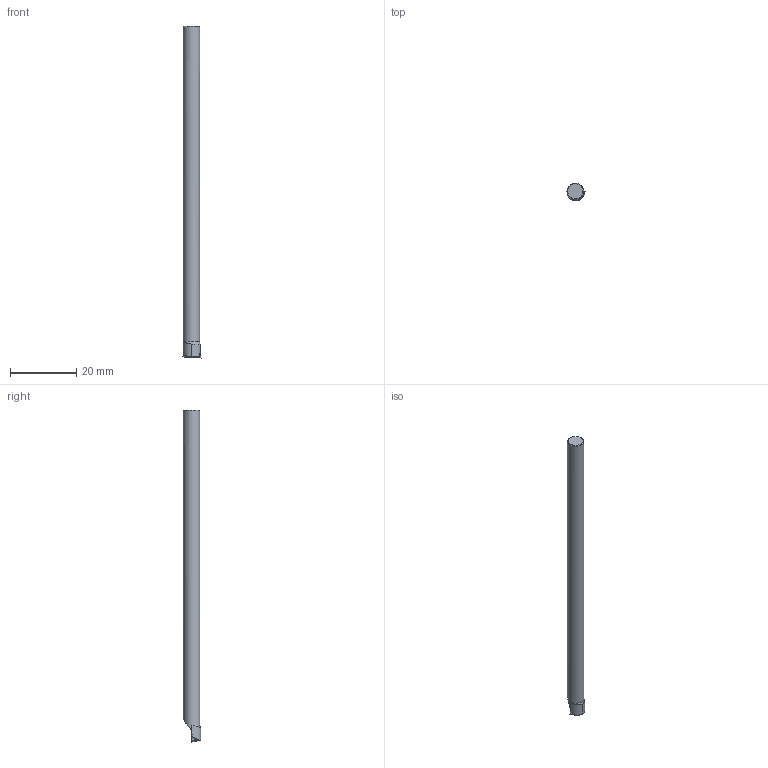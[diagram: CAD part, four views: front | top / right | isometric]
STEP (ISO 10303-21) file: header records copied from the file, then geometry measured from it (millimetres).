
FILE_DESCRIPTION(/* description */ (''),/* implementation_level */ '2;1');
FILE_NAME(/* name */ '1528377881430.stp',/* time_stamp */ '2018-06-07T15:24:49+02:00',/* author */ (''),/* organization */ ('SMS'),/* preprocessor_version */ 'ST-DEVELOPER v15',/* originating_system */ 'SIEMENS PLM Software NX 8.5',/* authorisation */ '');
FILE_SCHEMA (('AUTOMOTIVE_DESIGN { 1 0 10303 214 3 1 1 1 }'));
Length unit declared in the file: millimetre
Products named in the file (4): 201695726mod000_00; ASSEMBLY_CONSTRUCTION; 201650007mod000_01; 201650006mod000_01
Assembly tree (3 placements, depth 2):
  201650006mod000_01
    201650007mod000_01
    ASSEMBLY_CONSTRUCTION
    201695726mod000_00
Bounding box: 5.42 x 5.19 x 99.97 mm (x, y, z)
Volume: 1846.8 mm3; surface area: 1645 mm2
Topology: 2 solids, 2 shells, 50 faces, 132 edges, 94 vertices
Faces by surface type: plane 32, cylinder 9, torus 4, cone 3, bspline 2
Full cylindrical faces by diameter (mm): 2.25 x2, 4.99 x1
Entity records: 1856 total; most frequent: CARTESIAN_POINT 504, DIRECTION 250, ORIENTED_EDGE 244, EDGE_CURVE 122, AXIS2_PLACEMENT_3D 90, VERTEX_POINT 84, LINE 70, VECTOR 70
